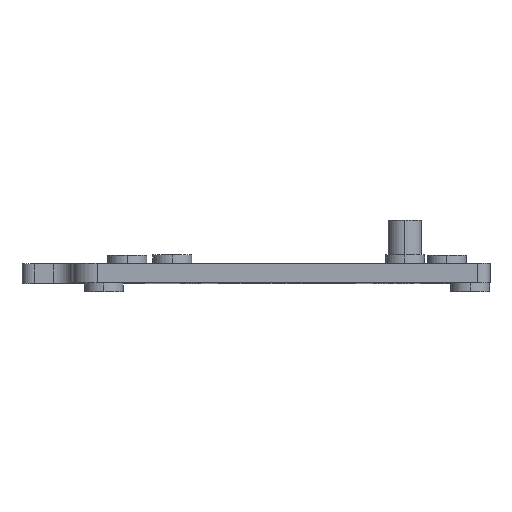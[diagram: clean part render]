
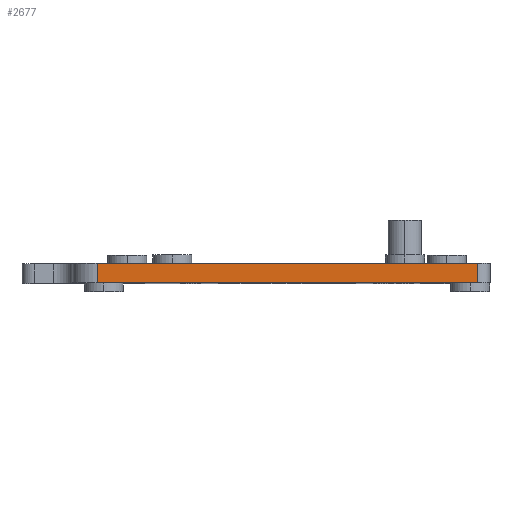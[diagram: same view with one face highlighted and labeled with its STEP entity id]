
A CAD part, top view. The second image highlights one B-rep face of the part: STEP entity #2677.
In plain terms, the highlighted planar face has unit normal (0, 0, 1).
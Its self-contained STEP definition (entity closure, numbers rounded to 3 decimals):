
#67 = ORIENTED_EDGE ( 'NONE', *, *, #2217, .F. ) ;
#192 = DIRECTION ( 'NONE',  ( 0., 0., 1. ) ) ;
#331 = VERTEX_POINT ( 'NONE', #2257 ) ;
#406 = EDGE_LOOP ( 'NONE', ( #67, #2345, #2895, #2351 ) ) ;
#624 = DIRECTION ( 'NONE',  ( 0., 1., 0. ) ) ;
#820 = FACE_OUTER_BOUND ( 'NONE', #406, .T. ) ;
#945 = DIRECTION ( 'NONE',  ( 1., 0., 0. ) ) ;
#1097 = VECTOR ( 'NONE', #624, 1000. ) ;
#1163 = CARTESIAN_POINT ( 'NONE',  ( 46.2, -3.1, 55.5 ) ) ;
#1238 = AXIS2_PLACEMENT_3D ( 'NONE', #3281, #192, #945 ) ;
#1303 = LINE ( 'NONE', #1373, #1391 ) ;
#1307 = CARTESIAN_POINT ( 'NONE',  ( 46.2, 0., 55.5 ) ) ;
#1373 = CARTESIAN_POINT ( 'NONE',  ( -15.1, 0., 55.5 ) ) ;
#1391 = VECTOR ( 'NONE', #2711, 1000. ) ;
#1424 = LINE ( 'NONE', #1499, #2807 ) ;
#1499 = CARTESIAN_POINT ( 'NONE',  ( 46.2, -3.1, 55.5 ) ) ;
#1727 = DIRECTION ( 'NONE',  ( 0., 1., 0. ) ) ;
#2040 = VERTEX_POINT ( 'NONE', #3236 ) ;
#2061 = EDGE_CURVE ( 'NONE', #331, #2040, #3039, .T. ) ;
#2100 = VERTEX_POINT ( 'NONE', #1163 ) ;
#2217 = EDGE_CURVE ( 'NONE', #2040, #2852, #1303, .T. ) ;
#2257 = CARTESIAN_POINT ( 'NONE',  ( -15.1, -3.1, 55.5 ) ) ;
#2345 = ORIENTED_EDGE ( 'NONE', *, *, #2061, .F. ) ;
#2351 = ORIENTED_EDGE ( 'NONE', *, *, #2627, .T. ) ;
#2536 = PLANE ( 'NONE',  #1238 ) ;
#2627 = EDGE_CURVE ( 'NONE', #2100, #2852, #1424, .T. ) ;
#2677 = ADVANCED_FACE ( 'NONE', ( #820 ), #2536, .T. ) ;
#2711 = DIRECTION ( 'NONE',  ( 1., 0., 0. ) ) ;
#2755 = EDGE_CURVE ( 'NONE', #331, #2100, #3041, .T. ) ;
#2807 = VECTOR ( 'NONE', #1727, 1000. ) ;
#2816 = DIRECTION ( 'NONE',  ( 1., 0., 0. ) ) ;
#2848 = CARTESIAN_POINT ( 'NONE',  ( -15.1, -3.1, 55.5 ) ) ;
#2852 = VERTEX_POINT ( 'NONE', #1307 ) ;
#2895 = ORIENTED_EDGE ( 'NONE', *, *, #2755, .T. ) ;
#2953 = CARTESIAN_POINT ( 'NONE',  ( -15.1, -3.1, 55.5 ) ) ;
#3008 = VECTOR ( 'NONE', #2816, 1000. ) ;
#3039 = LINE ( 'NONE', #2953, #1097 ) ;
#3041 = LINE ( 'NONE', #2848, #3008 ) ;
#3236 = CARTESIAN_POINT ( 'NONE',  ( -15.1, 0., 55.5 ) ) ;
#3281 = CARTESIAN_POINT ( 'NONE',  ( -15.1, -3.1, 55.5 ) ) ;
